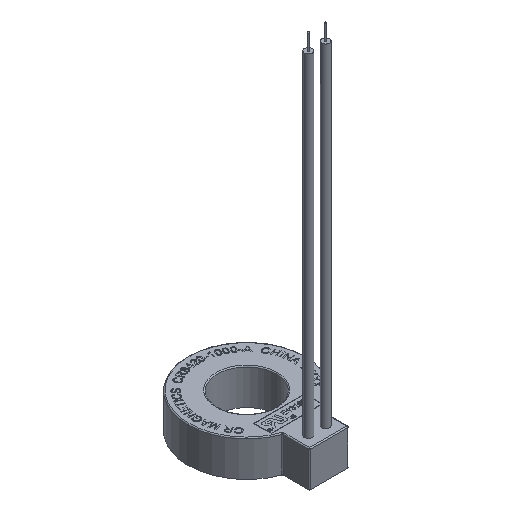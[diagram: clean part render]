
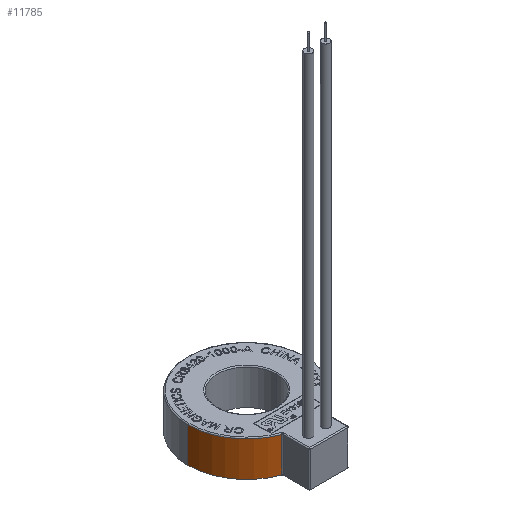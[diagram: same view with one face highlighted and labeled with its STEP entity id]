
A CAD part, isometric view. The second image highlights one B-rep face of the part: STEP entity #11785.
In plain terms, the highlighted cylindrical face has radius 15 mm (diameter 30 mm), a partial arc.
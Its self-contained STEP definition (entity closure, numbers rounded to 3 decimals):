
#826 = VERTEX_POINT ( 'NONE', #11180 ) ;
#978 = DIRECTION ( 'NONE',  ( 0., 0., 1. ) ) ;
#1170 = DIRECTION ( 'NONE',  ( 0., 0., 1. ) ) ;
#2071 = AXIS2_PLACEMENT_3D ( 'NONE', #19723, #6969, #6461 ) ;
#2382 = CARTESIAN_POINT ( 'NONE',  ( -5.167, -14.082, -9.2 ) ) ;
#3749 = VECTOR ( 'NONE', #31708, 1000. ) ;
#3990 = EDGE_CURVE ( 'NONE', #826, #15226, #11629, .T. ) ;
#6461 = DIRECTION ( 'NONE',  ( 1., 0., 0. ) ) ;
#6540 = DIRECTION ( 'NONE',  ( 1., 0., 0. ) ) ;
#6969 = DIRECTION ( 'NONE',  ( 0., 0., 1. ) ) ;
#7394 = AXIS2_PLACEMENT_3D ( 'NONE', #19802, #978, #6540 ) ;
#8655 = CARTESIAN_POINT ( 'NONE',  ( -15., 0., -9.2 ) ) ;
#9286 = CIRCLE ( 'NONE', #20966, 15. ) ;
#9326 = FACE_OUTER_BOUND ( 'NONE', #27231, .T. ) ;
#11180 = CARTESIAN_POINT ( 'NONE',  ( -15., 0., -9.2 ) ) ;
#11629 = LINE ( 'NONE', #8655, #25083 ) ;
#11785 = ADVANCED_FACE ( 'NONE', ( #9326 ), #30758, .T. ) ;
#15226 = VERTEX_POINT ( 'NONE', #26856 ) ;
#15339 = LINE ( 'NONE', #25976, #3749 ) ;
#16942 = VERTEX_POINT ( 'NONE', #2382 ) ;
#18819 = CARTESIAN_POINT ( 'NONE',  ( 0., 0., -0.254 ) ) ;
#19723 = CARTESIAN_POINT ( 'NONE',  ( 0., 0., -9.2 ) ) ;
#19802 = CARTESIAN_POINT ( 'NONE',  ( 0., 0., -9.2 ) ) ;
#19879 = ORIENTED_EDGE ( 'NONE', *, *, #32447, .T. ) ;
#20931 = DIRECTION ( 'NONE',  ( 1., 0., 0. ) ) ;
#20966 = AXIS2_PLACEMENT_3D ( 'NONE', #18819, #29447, #20931 ) ;
#21744 = CARTESIAN_POINT ( 'NONE',  ( -5.167, -14.082, -0.254 ) ) ;
#25083 = VECTOR ( 'NONE', #1170, 1000. ) ;
#25359 = ORIENTED_EDGE ( 'NONE', *, *, #3990, .F. ) ;
#25976 = CARTESIAN_POINT ( 'NONE',  ( -5.167, -14.082, -9.2 ) ) ;
#26856 = CARTESIAN_POINT ( 'NONE',  ( -15., 0., -0.254 ) ) ;
#27231 = EDGE_LOOP ( 'NONE', ( #25359, #34079, #19879, #28469 ) ) ;
#27689 = CIRCLE ( 'NONE', #2071, 15. ) ;
#28469 = ORIENTED_EDGE ( 'NONE', *, *, #31372, .T. ) ;
#29447 = DIRECTION ( 'NONE',  ( 0., 0., -1. ) ) ;
#29485 = EDGE_CURVE ( 'NONE', #826, #16942, #27689, .T. ) ;
#30758 = CYLINDRICAL_SURFACE ( 'NONE', #7394, 15. ) ;
#31372 = EDGE_CURVE ( 'NONE', #33436, #15226, #9286, .T. ) ;
#31708 = DIRECTION ( 'NONE',  ( 0., 0., 1. ) ) ;
#32447 = EDGE_CURVE ( 'NONE', #16942, #33436, #15339, .T. ) ;
#33436 = VERTEX_POINT ( 'NONE', #21744 ) ;
#34079 = ORIENTED_EDGE ( 'NONE', *, *, #29485, .T. ) ;
